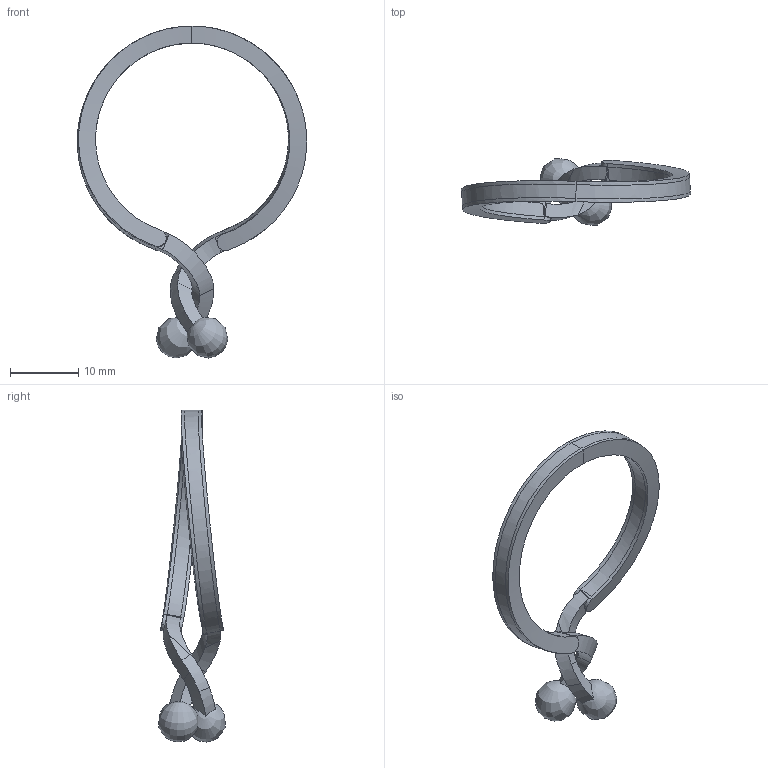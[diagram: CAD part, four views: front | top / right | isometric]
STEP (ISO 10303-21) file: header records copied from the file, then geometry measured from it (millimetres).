
FILE_DESCRIPTION((''),'2;1');
FILE_NAME('','2005-12-14T16:14:18',(''),(''),'','CADfix','');
FILE_SCHEMA(('AUTOMOTIVE_DESIGN'));
Length unit declared in the file: millimetre
Products named in the file (1): clip
Bounding box: 33.67 x 9.84 x 48.74 mm (x, y, z)
Volume: 1051.6 mm3; surface area: 1487.5 mm2
Topology: 1 solids, 1 shells, 56 faces, 162 edges, 108 vertices
Faces by surface type: bspline 56
Entity records: 5002 total; most frequent: CARTESIAN_POINT 4016, ORIENTED_EDGE 324, EDGE_CURVE 162, B_SPLINE_CURVE_WITH_KNOTS 152, VERTEX_POINT 108, EDGE_LOOP 56, FACE_OUTER_BOUND 56, ADVANCED_FACE 56
